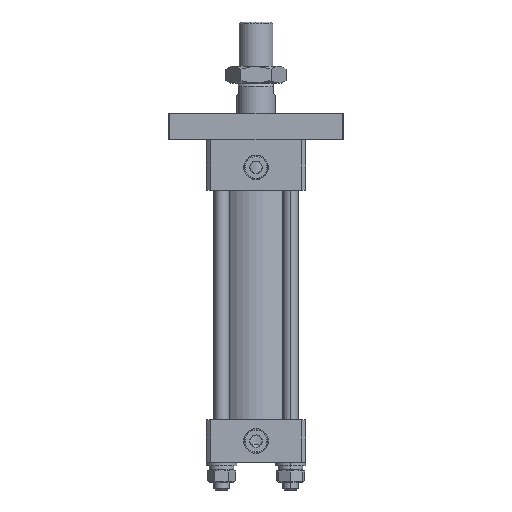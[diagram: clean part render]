
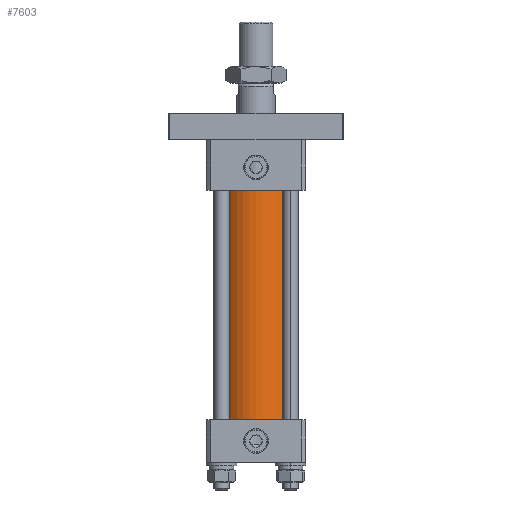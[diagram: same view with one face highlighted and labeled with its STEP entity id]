
A CAD part, front view. The second image highlights one B-rep face of the part: STEP entity #7603.
In plain terms, the highlighted cylindrical face has radius 25 mm (diameter 50 mm), a partial arc.
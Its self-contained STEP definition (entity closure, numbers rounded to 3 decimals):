
#663 = ORIENTED_EDGE ( 'NONE', *, *, #2630, .F. ) ;
#664 = ORIENTED_EDGE ( 'NONE', *, *, #2634, .F. ) ;
#665 = ORIENTED_EDGE ( 'NONE', *, *, #2632, .T. ) ;
#666 = ORIENTED_EDGE ( 'NONE', *, *, #2636, .T. ) ;
#1164 = LINE ( 'NONE', #6110, #1172 ) ;
#1172 = VECTOR ( 'NONE', #6105, 1000. ) ;
#1173 = LINE ( 'NONE', #6114, #1175 ) ;
#1175 = VECTOR ( 'NONE', #6109, 1000. ) ;
#1176 = CIRCLE ( 'NONE', #6584, 25. ) ;
#1178 = CIRCLE ( 'NONE', #6586, 25. ) ;
#1807 = EDGE_LOOP ( 'NONE', ( #663, #664, #665, #666 ) ) ;
#2630 = EDGE_CURVE ( 'NONE', #3872, #3970, #1164, .T. ) ;
#2632 = EDGE_CURVE ( 'NONE', #3974, #3973, #1173, .T. ) ;
#2634 = EDGE_CURVE ( 'NONE', #3974, #3872, #1176, .T. ) ;
#2636 = EDGE_CURVE ( 'NONE', #3973, #3970, #1178, .T. ) ;
#3424 = FACE_OUTER_BOUND ( 'NONE', #1807, .T. ) ;
#3428 = CYLINDRICAL_SURFACE ( 'NONE', #6759, 25. ) ;
#3872 = VERTEX_POINT ( 'NONE', #6137 ) ;
#3970 = VERTEX_POINT ( 'NONE', #6147 ) ;
#3973 = VERTEX_POINT ( 'NONE', #6150 ) ;
#3974 = VERTEX_POINT ( 'NONE', #6154 ) ;
#4870 = DIRECTION ( 'NONE',  ( -1., 0., 0. ) ) ;
#4873 = DIRECTION ( 'NONE',  ( 0., 0., -1. ) ) ;
#4874 = CARTESIAN_POINT ( 'NONE',  ( 0., 0., 150. ) ) ;
#6105 = DIRECTION ( 'NONE',  ( 0., 0., -1. ) ) ;
#6109 = DIRECTION ( 'NONE',  ( 0., 0., -1. ) ) ;
#6110 = CARTESIAN_POINT ( 'NONE',  ( 25., 0., 150. ) ) ;
#6114 = CARTESIAN_POINT ( 'NONE',  ( -25., 0., 150. ) ) ;
#6122 = CARTESIAN_POINT ( 'NONE',  ( 0., 0., 150. ) ) ;
#6123 = DIRECTION ( 'NONE',  ( 0., 0., 1. ) ) ;
#6124 = DIRECTION ( 'NONE',  ( 1., 0., 0. ) ) ;
#6132 = CARTESIAN_POINT ( 'NONE',  ( 0., 0., 0. ) ) ;
#6133 = DIRECTION ( 'NONE',  ( 0., 0., 1. ) ) ;
#6134 = DIRECTION ( 'NONE',  ( 1., 0., 0. ) ) ;
#6137 = CARTESIAN_POINT ( 'NONE',  ( 25., 0., 150. ) ) ;
#6147 = CARTESIAN_POINT ( 'NONE',  ( 25., 0., 0. ) ) ;
#6150 = CARTESIAN_POINT ( 'NONE',  ( -25., 0., 0. ) ) ;
#6154 = CARTESIAN_POINT ( 'NONE',  ( -25., 0., 150. ) ) ;
#6584 = AXIS2_PLACEMENT_3D ( 'NONE', #6122, #6123, #6124 ) ;
#6586 = AXIS2_PLACEMENT_3D ( 'NONE', #6132, #6133, #6134 ) ;
#6759 = AXIS2_PLACEMENT_3D ( 'NONE', #4874, #4873, #4870 ) ;
#7603 = ADVANCED_FACE ( 'NONE', ( #3424 ), #3428, .T. ) ;
